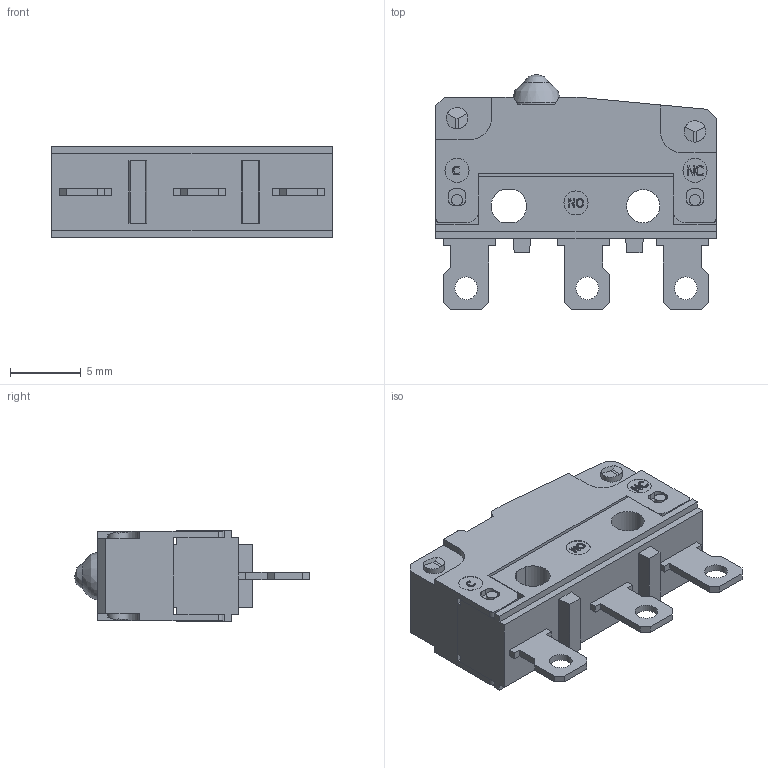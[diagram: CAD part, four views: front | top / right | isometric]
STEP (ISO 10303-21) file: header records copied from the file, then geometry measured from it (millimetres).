
FILE_DESCRIPTION(/* description */ (''),/* implementation_level */ '2;1');
FILE_NAME(/* name */ 'WS20850100F183S1A.stp',/* time_stamp */ '2022-07-12T11:30:17-05:00',/* author */ ('mroman'),/* organization */ (''),/* preprocessor_version */ 'ST-DEVELOPER v18.1',/* originating_system */ 'Autodesk Inventor 2020',/* authorisation */ '');
FILE_SCHEMA (('AUTOMOTIVE_DESIGN { 1 0 10303 214 3 1 1 }'));
Length unit declared in the file: millimetre
Products named in the file (1): WS20850100F183S1A
Bounding box: 19.8 x 16.6 x 6.4 mm (x, y, z)
Volume: 1149.5 mm3; surface area: 1076.8 mm2
Topology: 1 solids, 1 shells, 376 faces, 1034 edges, 676 vertices
Faces by surface type: plane 237, cylinder 68, bspline 52, torus 11, cone 8
Full cylindrical faces by diameter (mm): 0.8 x4, 1.5 x4, 1.6 x3, 1.7 x3, 2.35 x1, 3.5 x1
Entity records: 12338 total; most frequent: CARTESIAN_POINT 2829, ORIENTED_EDGE 2072, DIRECTION 1803, EDGE_CURVE 1036, LINE 731, VECTOR 731, VERTEX_POINT 676, AXIS2_PLACEMENT_3D 536
